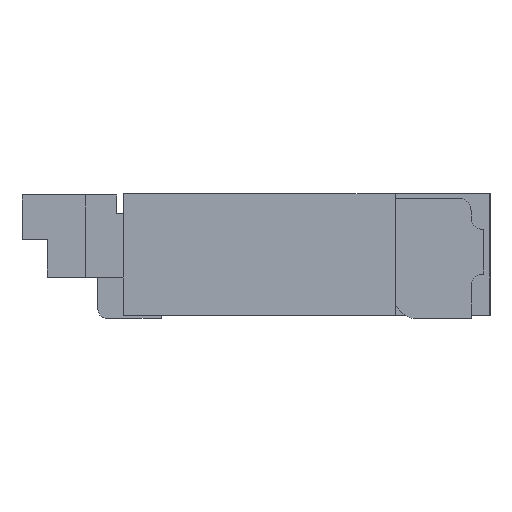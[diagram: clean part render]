
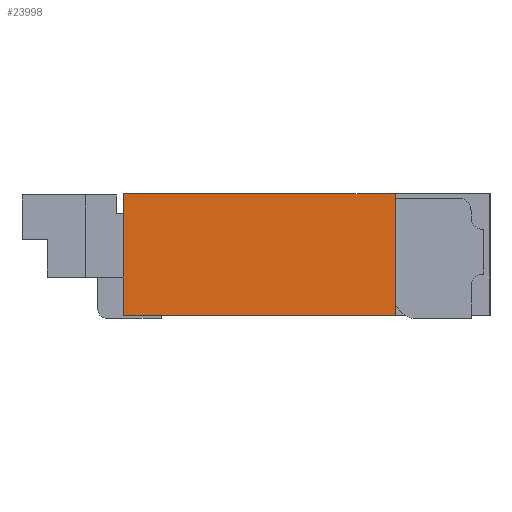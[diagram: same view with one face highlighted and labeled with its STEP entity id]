
A CAD part, left-side view. The second image highlights one B-rep face of the part: STEP entity #23998.
In plain terms, the highlighted planar face has unit normal (-1, 0, 0).
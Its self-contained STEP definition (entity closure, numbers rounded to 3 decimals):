
#2781=ORIENTED_EDGE('',*,*,#9180,.F.);
#2782=ORIENTED_EDGE('',*,*,#9162,.T.);
#2783=ORIENTED_EDGE('',*,*,#9192,.T.);
#2784=ORIENTED_EDGE('',*,*,#9223,.T.);
#9162=EDGE_CURVE('',#12352,#12351,#15099,.T.);
#9180=EDGE_CURVE('',#12352,#12364,#15117,.T.);
#9192=EDGE_CURVE('',#12351,#12373,#15129,.T.);
#9223=EDGE_CURVE('',#12373,#12364,#15160,.T.);
#12351=VERTEX_POINT('',#35424);
#12352=VERTEX_POINT('',#35426);
#12364=VERTEX_POINT('',#35457);
#12373=VERTEX_POINT('',#35480);
#15099=LINE('',#35425,#18636);
#15117=LINE('',#35456,#18654);
#15129=LINE('',#35481,#18666);
#15160=LINE('',#35535,#18697);
#18636=VECTOR('',#28538,1000.);
#18654=VECTOR('',#28558,1000.);
#18666=VECTOR('',#28576,1000.);
#18697=VECTOR('',#28617,1000.);
#20735=EDGE_LOOP('',(#2781,#2782,#2783,#2784));
#21842=FACE_BOUND('',#20735,.T.);
#22949=PLANE('',#25307);
#23998=ADVANCED_FACE('',(#21842),#22949,.T.);
#25307=AXIS2_PLACEMENT_3D('',#35940,#28845,#28846);
#28538=DIRECTION('',(0.,1.,0.));
#28558=DIRECTION('',(0.,0.,-1.));
#28576=DIRECTION('',(0.,0.,-1.));
#28617=DIRECTION('',(0.,-1.,0.));
#28845=DIRECTION('',(-1.,0.,0.));
#28846=DIRECTION('',(0.,0.,1.));
#35424=CARTESIAN_POINT('',(-12.25,1.45,0.48));
#35425=CARTESIAN_POINT('',(-12.25,-1.45,0.48));
#35426=CARTESIAN_POINT('',(-12.25,-0.7,0.48));
#35456=CARTESIAN_POINT('',(-12.25,-0.7,0.));
#35457=CARTESIAN_POINT('',(-12.25,-0.7,-0.48));
#35480=CARTESIAN_POINT('',(-12.25,1.45,-0.48));
#35481=CARTESIAN_POINT('',(-12.25,1.45,0.48));
#35535=CARTESIAN_POINT('',(-12.25,1.45,-0.48));
#35940=CARTESIAN_POINT('',(-12.25,0.,0.));
